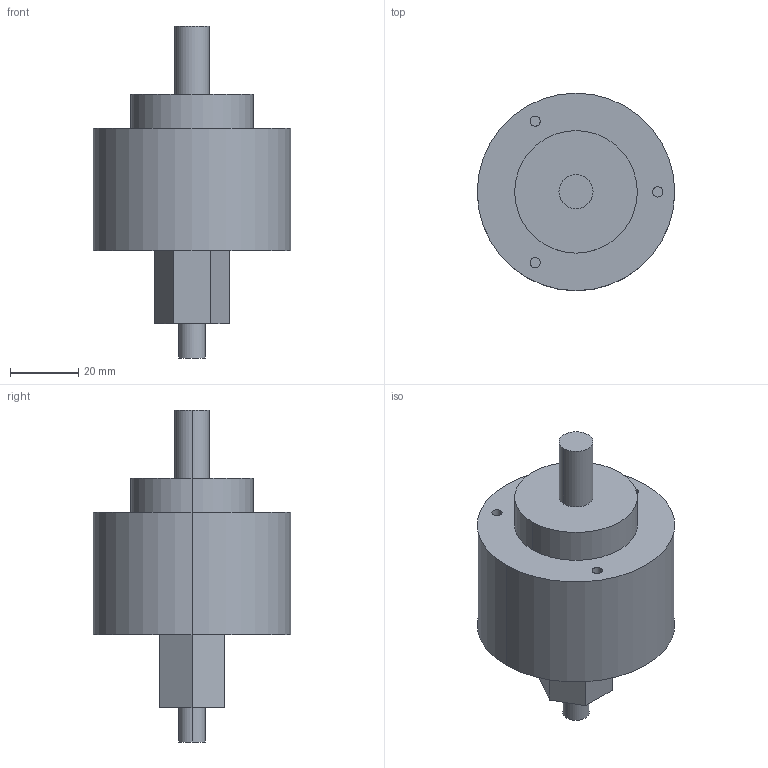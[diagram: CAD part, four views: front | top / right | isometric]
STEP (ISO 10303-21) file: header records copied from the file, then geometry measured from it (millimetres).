
FILE_DESCRIPTION((''),'2;1');
FILE_NAME('01','2011-01-03T',('Ingenieurbuero Eiseler'),('Pepperl+Fuchs'),'PRO/ENGINEER BY PARAMETRIC TECHNOLOGY CORPORATION, 2009440','PRO/ENGINEER BY PARAMETRIC TECHNOLOGY CORPORATION, 2009440','');
FILE_SCHEMA(('CONFIG_CONTROL_DESIGN'));
Length unit declared in the file: millimetre
Products named in the file (1): 01
Bounding box: 58 x 58 x 97.5 mm (x, y, z)
Volume: 113957.9 mm3; surface area: 15404.6 mm2
Topology: 1 solids, 1 shells, 29 faces, 60 edges, 40 vertices
Faces by surface type: plane 15, cylinder 14
Entity records: 1239 total; most frequent: DIRECTION 146, CARTESIAN_POINT 129, ORIENTED_EDGE 120, PRESENTATION_STYLE_ASSIGNMENT 80, STYLED_ITEM 61, CURVE_STYLE 60, EDGE_CURVE 60, AXIS2_PLACEMENT_3D 57
